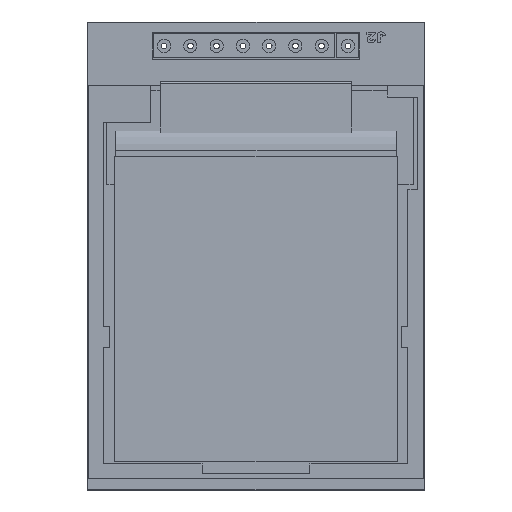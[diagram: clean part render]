
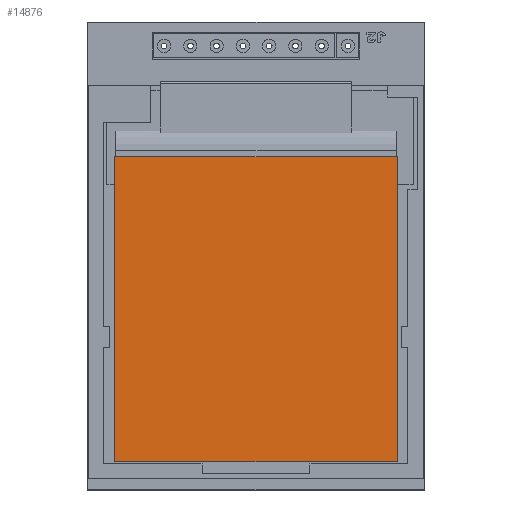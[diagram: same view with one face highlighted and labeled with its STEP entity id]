
A CAD part, top view. The second image highlights one B-rep face of the part: STEP entity #14876.
In plain terms, the highlighted planar face has unit normal (0, 0, 1).
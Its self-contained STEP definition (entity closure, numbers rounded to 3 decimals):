
#269=LINE('',#20097,#923);
#420=LINE('',#20799,#1074);
#422=LINE('',#20803,#1076);
#425=LINE('',#20809,#1079);
#923=VECTOR('',#16108,1000.);
#1074=VECTOR('',#16479,1000.);
#1076=VECTOR('',#16483,1000.);
#1079=VECTOR('',#16488,1000.);
#2265=ORIENTED_EDGE('',*,*,#5187,.F.);
#2266=ORIENTED_EDGE('',*,*,#4992,.F.);
#2267=ORIENTED_EDGE('',*,*,#5192,.F.);
#2268=ORIENTED_EDGE('',*,*,#5189,.F.);
#4992=EDGE_CURVE('',#6562,#6555,#269,.T.);
#5187=EDGE_CURVE('',#6555,#6690,#420,.T.);
#5189=EDGE_CURVE('',#6690,#6691,#422,.T.);
#5192=EDGE_CURVE('',#6691,#6562,#425,.T.);
#6555=VERTEX_POINT('',#20083);
#6562=VERTEX_POINT('',#20096);
#6690=VERTEX_POINT('',#20800);
#6691=VERTEX_POINT('',#20804);
#8363=EDGE_LOOP('',(#2265,#2266,#2267,#2268));
#9139=FACE_BOUND('',#8363,.T.);
#9804=PLANE('',#15581);
#14876=ADVANCED_FACE('',(#9139),#9804,.F.);
#15581=AXIS2_PLACEMENT_3D('',#20811,#16490,#16491);
#16108=DIRECTION('',(1.,0.,0.));
#16479=DIRECTION('',(0.,-1.,0.));
#16483=DIRECTION('',(-1.,0.,0.));
#16488=DIRECTION('',(0.,1.,0.));
#16490=DIRECTION('',(0.,0.,-1.));
#16491=DIRECTION('',(-1.,0.,0.));
#20083=CARTESIAN_POINT('',(13.678,9.595,3.861));
#20096=CARTESIAN_POINT('',(-13.678,9.595,3.861));
#20097=CARTESIAN_POINT('',(-13.678,9.595,3.861));
#20799=CARTESIAN_POINT('',(13.678,9.595,3.861));
#20800=CARTESIAN_POINT('',(13.678,-19.894,3.861));
#20803=CARTESIAN_POINT('',(13.678,-19.894,3.861));
#20804=CARTESIAN_POINT('',(-13.678,-19.894,3.861));
#20809=CARTESIAN_POINT('',(-13.678,-19.894,3.861));
#20811=CARTESIAN_POINT('',(0.,0.,3.861));
